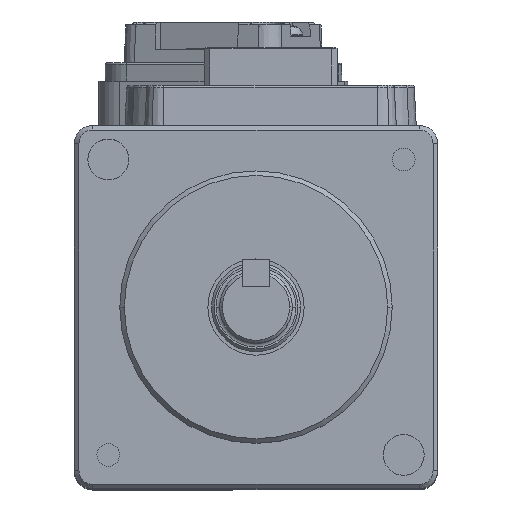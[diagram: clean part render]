
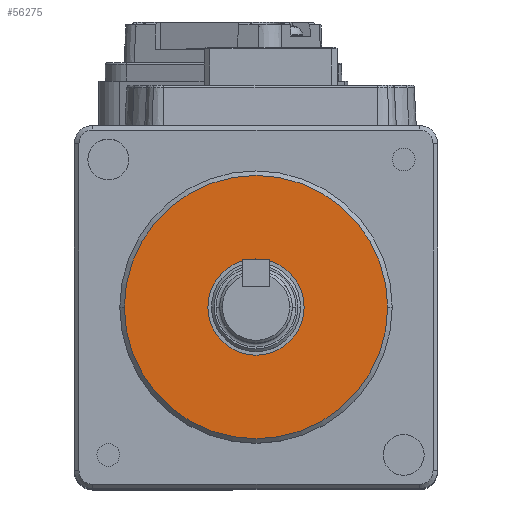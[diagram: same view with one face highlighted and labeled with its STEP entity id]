
A CAD part, top view. The second image highlights one B-rep face of the part: STEP entity #56275.
In plain terms, the highlighted planar face has unit normal (0, 0, 1).
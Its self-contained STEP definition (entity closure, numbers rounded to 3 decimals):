
#1720 = AXIS2_PLACEMENT_3D ( 'NONE', #6788, #6776, #6781 ) ;
#6774 = FACE_BOUND ( 'NONE', #59240, .T. ) ;
#6776 = DIRECTION ( 'NONE',  ( 0., 0., 1. ) ) ;
#6781 = DIRECTION ( 'NONE',  ( 1., 0., 0. ) ) ;
#6788 = CARTESIAN_POINT ( 'NONE',  ( 0., -44.141, 27.5 ) ) ;
#6796 = PLANE ( 'NONE',  #1720 ) ;
#6800 = FACE_OUTER_BOUND ( 'NONE', #59252, .T. ) ;
#9455 = AXIS2_PLACEMENT_3D ( 'NONE', #10350, #10334, #10326 ) ;
#9463 = AXIS2_PLACEMENT_3D ( 'NONE', #10279, #10284, #10275 ) ;
#9480 = CIRCLE ( 'NONE', #9463, 14.5 ) ;
#9500 = CIRCLE ( 'NONE', #9455, 14.5 ) ;
#9510 = CIRCLE ( 'NONE', #9521, 5.3 ) ;
#9521 = AXIS2_PLACEMENT_3D ( 'NONE', #10425, #10428, #10419 ) ;
#9532 = AXIS2_PLACEMENT_3D ( 'NONE', #10512, #10517, #10509 ) ;
#9554 = CIRCLE ( 'NONE', #9532, 5.3 ) ;
#10275 = DIRECTION ( 'NONE',  ( 1., 0., 0. ) ) ;
#10279 = CARTESIAN_POINT ( 'NONE',  ( 0., 0., 27.5 ) ) ;
#10284 = DIRECTION ( 'NONE',  ( 0., 0., 1. ) ) ;
#10326 = DIRECTION ( 'NONE',  ( 1., 0., 0. ) ) ;
#10334 = DIRECTION ( 'NONE',  ( 0., 0., 1. ) ) ;
#10350 = CARTESIAN_POINT ( 'NONE',  ( 0., 0., 27.5 ) ) ;
#10419 = DIRECTION ( 'NONE',  ( 1., 0., 0. ) ) ;
#10425 = CARTESIAN_POINT ( 'NONE',  ( 0., 0., 27.5 ) ) ;
#10428 = DIRECTION ( 'NONE',  ( 0., 0., 1. ) ) ;
#10509 = DIRECTION ( 'NONE',  ( 1., 0., 0. ) ) ;
#10512 = CARTESIAN_POINT ( 'NONE',  ( 0., 0., 27.5 ) ) ;
#10517 = DIRECTION ( 'NONE',  ( 0., 0., 1. ) ) ;
#24789 = CARTESIAN_POINT ( 'NONE',  ( -5.3, 0., 27.5 ) ) ;
#24848 = CARTESIAN_POINT ( 'NONE',  ( 14.5, 0., 27.5 ) ) ;
#24861 = CARTESIAN_POINT ( 'NONE',  ( 5.3, 0., 27.5 ) ) ;
#25030 = CARTESIAN_POINT ( 'NONE',  ( -14.5, 0., 27.5 ) ) ;
#56275 = ADVANCED_FACE ( 'NONE', ( #6800, #6774 ), #6796, .T. ) ;
#59240 = EDGE_LOOP ( 'NONE', ( #62306, #62246 ) ) ;
#59252 = EDGE_LOOP ( 'NONE', ( #62245, #62312 ) ) ;
#60260 = EDGE_CURVE ( 'NONE', #63134, #63107, #9480, .T. ) ;
#60273 = EDGE_CURVE ( 'NONE', #63107, #63134, #9500, .T. ) ;
#60300 = EDGE_CURVE ( 'NONE', #63086, #63122, #9510, .T. ) ;
#60327 = EDGE_CURVE ( 'NONE', #63122, #63086, #9554, .T. ) ;
#62245 = ORIENTED_EDGE ( 'NONE', *, *, #60260, .T. ) ;
#62246 = ORIENTED_EDGE ( 'NONE', *, *, #60327, .F. ) ;
#62306 = ORIENTED_EDGE ( 'NONE', *, *, #60300, .F. ) ;
#62312 = ORIENTED_EDGE ( 'NONE', *, *, #60273, .T. ) ;
#63086 = VERTEX_POINT ( 'NONE', #24861 ) ;
#63107 = VERTEX_POINT ( 'NONE', #24848 ) ;
#63122 = VERTEX_POINT ( 'NONE', #24789 ) ;
#63134 = VERTEX_POINT ( 'NONE', #25030 ) ;
